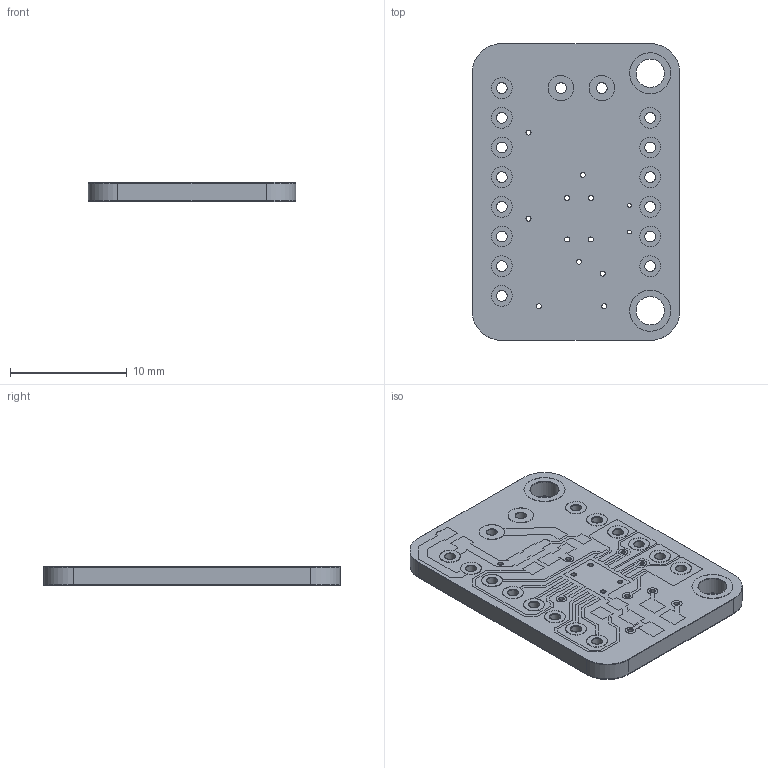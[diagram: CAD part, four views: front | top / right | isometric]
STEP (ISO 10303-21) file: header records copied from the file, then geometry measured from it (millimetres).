
FILE_DESCRIPTION(/* description */ (''),/* implementation_level */ '2;1');
FILE_NAME(/* name */ 'Adafruit DRV8833.step',/* time_stamp */ '2021-08-13T23:31:08-07:00',/* author */ (''),/* organization */ (''),/* preprocessor_version */ 'ST-DEVELOPER v18.1',/* originating_system */ 'Autodesk Translation Framework v10.9.0.1377',/* authorisation */ '');
FILE_SCHEMA (('AUTOMOTIVE_DESIGN { 1 0 10303 214 3 1 1 }'));
Length unit declared in the file: millimetre
Products named in the file (6): (Unsaved); Board; 1-copper; 16-copper; 1-soldermask; 16-soldermask
Assembly tree (5 placements, depth 2):
  (Unsaved)
    Board
    1-copper
    16-copper
    1-soldermask
    16-soldermask
Bounding box: 17.78 x 25.4 x 1.64 mm (x, y, z)
Volume: 700.5 mm3; surface area: 4237.3 mm2
Topology: 116 solids, 116 shells, 1984 faces, 5256 edges, 3504 vertices
Faces by surface type: plane 1464, cylinder 520
Full cylindrical faces by diameter (mm): 0.324 x10, 0.394 x4, 0.43 x55, 0.5 x22, 0.93 x112, 1 x32, 2.43 x14, 2.5 x4
Entity records: 62245 total; most frequent: CARTESIAN_POINT 10756, ORIENTED_EDGE 10512, DIRECTION 10288, EDGE_CURVE 5256, LINE 4216, VECTOR 4216, VERTEX_POINT 3504, AXIS2_PLACEMENT_3D 3036
